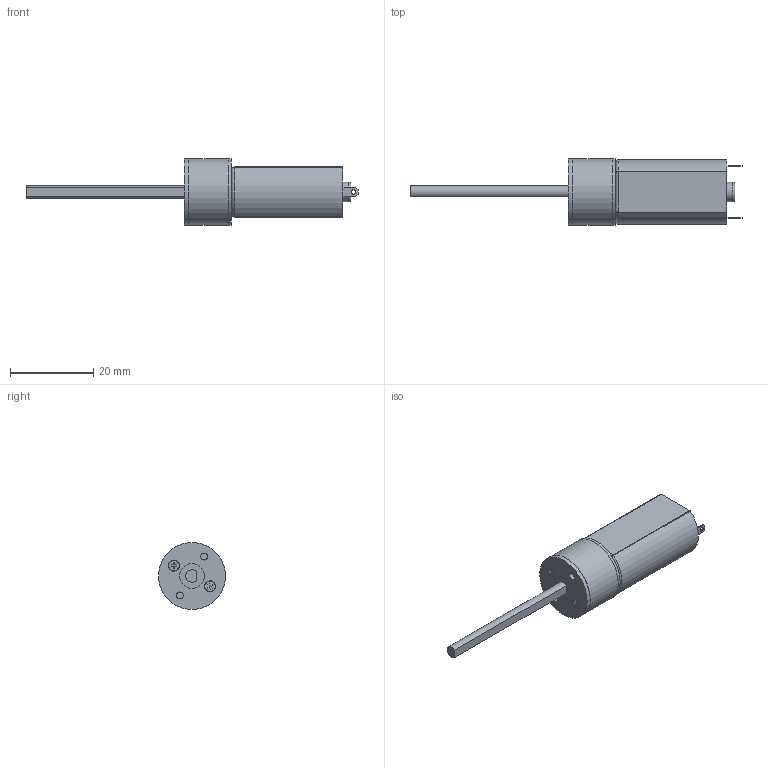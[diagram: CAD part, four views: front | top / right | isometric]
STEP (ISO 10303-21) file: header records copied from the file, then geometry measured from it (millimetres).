
FILE_DESCRIPTION(/* description */ ('STEP AP214'),/* implementation_level */ '2;1');
FILE_NAME(/* name */ 'DriveMotorV2.ipt.step',/* time_stamp */ '2024-02-27T11:28:43-06:00',/* author */ ('Kurtis'),/* organization */ (''),/* preprocessor_version */ 'ST-DEVELOPER v18',/* originating_system */ 'Autodesk Inventor 2020',/* authorisation */ '');
FILE_SCHEMA (('AUTOMOTIVE_DESIGN { 1 0 10303 214 3 1 1 }'));
Length unit declared in the file: millimetre
Products named in the file (1): DriveMotorV2
Bounding box: 79.67 x 16.08 x 16.08 mm (x, y, z)
Volume: 5137.4 mm3; surface area: 3642.6 mm2
Topology: 4 solids, 4 shells, 126 faces, 327 edges, 224 vertices
Faces by surface type: plane 78, cylinder 36, torus 8, bspline 4
Full cylindrical faces by diameter (mm): 1.1 x2, 1.651 x2, 2.184 x4, 2.5 x2, 2.66 x2, 4.7 x1, 5.92 x1, 8.915 x1, 15.5 x1, 16 x2, 16.08 x1
Entity records: 4434 total; most frequent: CARTESIAN_POINT 1111, DIRECTION 687, ORIENTED_EDGE 646, EDGE_CURVE 323, AXIS2_PLACEMENT_3D 249, VERTEX_POINT 224, LINE 189, VECTOR 189
